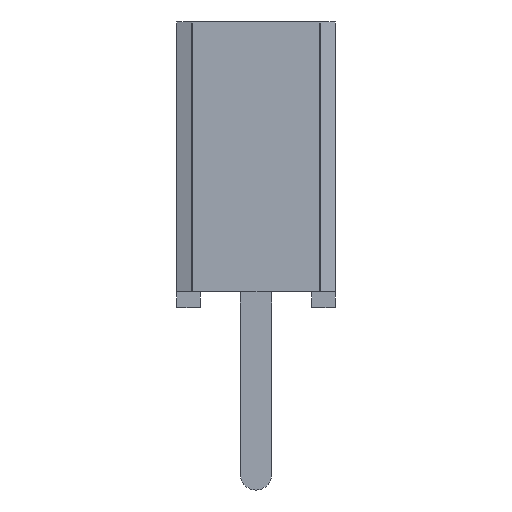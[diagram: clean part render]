
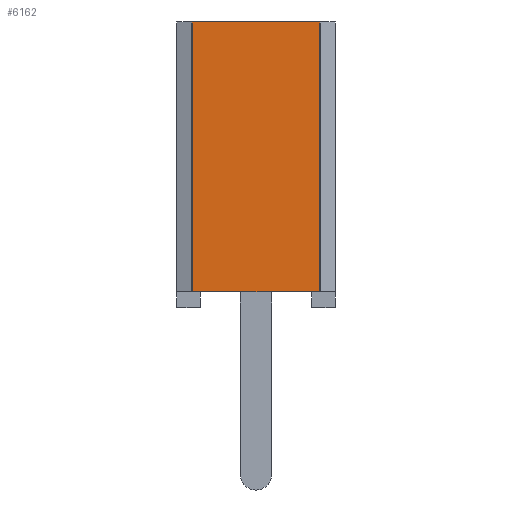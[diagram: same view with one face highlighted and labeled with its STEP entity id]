
A CAD part, left-side view. The second image highlights one B-rep face of the part: STEP entity #6162.
In plain terms, the highlighted planar face has unit normal (-1, 0, 0).
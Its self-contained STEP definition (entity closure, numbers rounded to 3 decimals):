
#6162 = ADVANCED_FACE('',(#6163),#6197,.F.);
#6163 = FACE_BOUND('',#6164,.T.);
#6164 = EDGE_LOOP('',(#6165,#6175,#6183,#6191));
#6165 = ORIENTED_EDGE('',*,*,#6166,.T.);
#6166 = EDGE_CURVE('',#6167,#6169,#6171,.T.);
#6167 = VERTEX_POINT('',#6168);
#6168 = CARTESIAN_POINT('',(-17.259,1.026,4.572));
#6169 = VERTEX_POINT('',#6170);
#6170 = CARTESIAN_POINT('',(-17.259,1.026,0.254));
#6171 = LINE('',#6172,#6173);
#6172 = CARTESIAN_POINT('',(-17.259,1.026,4.572));
#6173 = VECTOR('',#6174,1.);
#6174 = DIRECTION('',(0.,0.,-1.));
#6175 = ORIENTED_EDGE('',*,*,#6176,.T.);
#6176 = EDGE_CURVE('',#6169,#6177,#6179,.T.);
#6177 = VERTEX_POINT('',#6178);
#6178 = CARTESIAN_POINT('',(-17.259,-1.026,0.254));
#6179 = LINE('',#6180,#6181);
#6180 = CARTESIAN_POINT('',(-17.259,0.889,0.254));
#6181 = VECTOR('',#6182,1.);
#6182 = DIRECTION('',(0.,-1.,0.));
#6183 = ORIENTED_EDGE('',*,*,#6184,.T.);
#6184 = EDGE_CURVE('',#6177,#6185,#6187,.T.);
#6185 = VERTEX_POINT('',#6186);
#6186 = CARTESIAN_POINT('',(-17.259,-1.026,4.572));
#6187 = LINE('',#6188,#6189);
#6188 = CARTESIAN_POINT('',(-17.259,-1.026,4.572));
#6189 = VECTOR('',#6190,1.);
#6190 = DIRECTION('',(0.,0.,1.));
#6191 = ORIENTED_EDGE('',*,*,#6192,.F.);
#6192 = EDGE_CURVE('',#6167,#6185,#6193,.T.);
#6193 = LINE('',#6194,#6195);
#6194 = CARTESIAN_POINT('',(-17.259,1.27,4.572));
#6195 = VECTOR('',#6196,1.);
#6196 = DIRECTION('',(0.,-1.,0.));
#6197 = PLANE('',#6198);
#6198 = AXIS2_PLACEMENT_3D('',#6199,#6200,#6201);
#6199 = CARTESIAN_POINT('',(-17.259,1.27,4.572));
#6200 = DIRECTION('',(1.,0.,0.));
#6201 = DIRECTION('',(0.,1.,0.));
